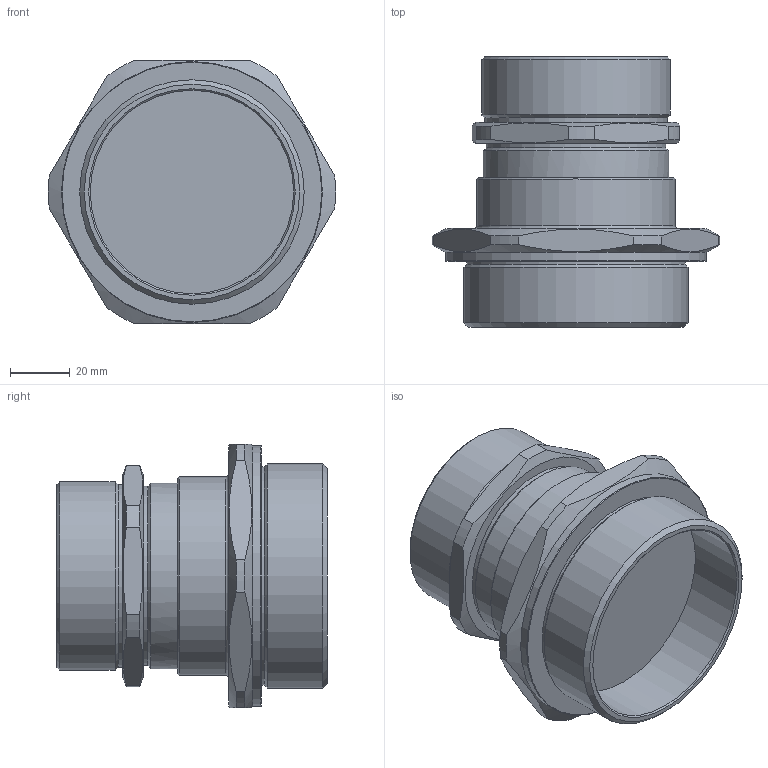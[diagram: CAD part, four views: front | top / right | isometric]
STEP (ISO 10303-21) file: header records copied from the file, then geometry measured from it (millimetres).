
FILE_DESCRIPTION(/* description */ ('','CAx-IF Rec.Pracs.---Representation and Presentation of Product Manufacturing Information (PMI)---4.0---2014-10-13'),/* implementation_level */ '2;1');
FILE_NAME(/* name */ 'ЗЭТАРУС ВКВ2ТН-M75-M63-51.stp',/* time_stamp */ '2023-01-19T11:45:57+07:00',/* author */ ('zeta-09'),/* organization */ (''),/* preprocessor_version */ 'ST-DEVELOPER v18.1',/* originating_system */ 'Autodesk Inventor 2021',/* authorisation */ '');
FILE_SCHEMA (('AP242_MANAGED_MODEL_BASED_3D_ENGINEERING_MIM_LF { 1 0 10303 442 1 1 4 }'));
Length unit declared in the file: millimetre
Products named in the file (1): Деталь2
Bounding box: 95.97 x 90.44 x 88 mm (x, y, z)
Volume: 233823.9 mm3; surface area: 49832.5 mm2
Topology: 1 solids, 3 shells, 60 faces, 137 edges, 88 vertices
Faces by surface type: plane 23, cylinder 22, cone 13, torus 2
Full cylindrical faces by diameter (mm): 56 x1, 60 x1, 61 x1, 62 x1, 63 x1, 66.4 x1, 68 x1, 73 x1, 75 x1, 87.2 x1
Entity records: 1888 total; most frequent: CARTESIAN_POINT 355, DIRECTION 323, ORIENTED_EDGE 272, AXIS2_PLACEMENT_3D 138, EDGE_CURVE 137, VERTEX_POINT 88, EDGE_LOOP 67, CIRCLE 64
